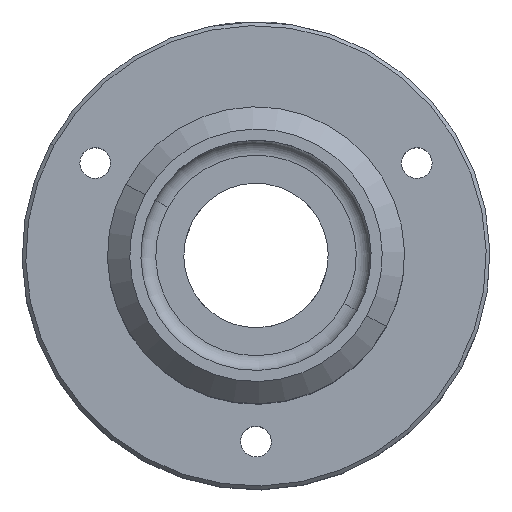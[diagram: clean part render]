
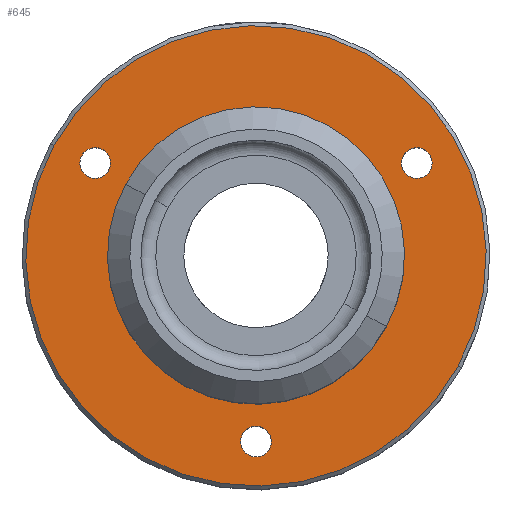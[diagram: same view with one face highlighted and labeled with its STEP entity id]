
A CAD part, top view. The second image highlights one B-rep face of the part: STEP entity #645.
In plain terms, the highlighted planar face has unit normal (0, 0, 1).
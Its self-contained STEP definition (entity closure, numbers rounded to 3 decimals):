
#525=CARTESIAN_POINT('Vertex',(-27.205,14.862,0.)) ;
#528=CARTESIAN_POINT('Axis2P3D Location',(0.,0.,0.)) ;
#532=CARTESIAN_POINT('Vertex',(27.205,-14.862,0.)) ;
#552=CARTESIAN_POINT('Axis2P3D Location',(0.,0.,0.)) ;
#564=CARTESIAN_POINT('Axis2P3D Location',(-31.5,0.,0.)) ;
#573=CARTESIAN_POINT('Axis2P3D Location',(0.,-25.,0.)) ;
#577=CARTESIAN_POINT('Vertex',(1.814,-24.009,0.)) ;
#579=CARTESIAN_POINT('Vertex',(-1.814,-25.991,0.)) ;
#582=CARTESIAN_POINT('Axis2P3D Location',(0.,-25.,0.)) ;
#591=CARTESIAN_POINT('Axis2P3D Location',(0.,0.,0.)) ;
#595=CARTESIAN_POINT('Vertex',(16.674,-9.109,0.)) ;
#597=CARTESIAN_POINT('Vertex',(-16.674,9.109,0.)) ;
#600=CARTESIAN_POINT('Axis2P3D Location',(0.,0.,0.)) ;
#609=CARTESIAN_POINT('Axis2P3D Location',(21.651,12.5,0.)) ;
#613=CARTESIAN_POINT('Vertex',(19.885,13.575,0.)) ;
#615=CARTESIAN_POINT('Vertex',(23.416,11.425,0.)) ;
#618=CARTESIAN_POINT('Axis2P3D Location',(21.651,12.5,0.)) ;
#627=CARTESIAN_POINT('Axis2P3D Location',(-21.651,12.5,0.)) ;
#631=CARTESIAN_POINT('Vertex',(-21.699,10.434,0.)) ;
#633=CARTESIAN_POINT('Vertex',(-21.602,14.566,0.)) ;
#636=CARTESIAN_POINT('Axis2P3D Location',(-21.651,12.5,0.)) ;
#529=DIRECTION('Axis2P3D Direction',(0.,0.,-1.)) ;
#553=DIRECTION('Axis2P3D Direction',(0.,0.,-1.)) ;
#565=DIRECTION('Axis2P3D Direction',(0.,0.,-1.)) ;
#566=DIRECTION('Axis2P3D XDirection',(1.,0.,0.)) ;
#574=DIRECTION('Axis2P3D Direction',(0.,0.,-1.)) ;
#583=DIRECTION('Axis2P3D Direction',(0.,0.,-1.)) ;
#592=DIRECTION('Axis2P3D Direction',(0.,0.,-1.)) ;
#601=DIRECTION('Axis2P3D Direction',(0.,0.,-1.)) ;
#610=DIRECTION('Axis2P3D Direction',(0.,0.,-1.)) ;
#619=DIRECTION('Axis2P3D Direction',(0.,0.,-1.)) ;
#628=DIRECTION('Axis2P3D Direction',(0.,0.,-1.)) ;
#637=DIRECTION('Axis2P3D Direction',(0.,0.,-1.)) ;
#530=AXIS2_PLACEMENT_3D('Circle Axis2P3D',#528,#529,$) ;
#554=AXIS2_PLACEMENT_3D('Circle Axis2P3D',#552,#553,$) ;
#567=AXIS2_PLACEMENT_3D('Plane Axis2P3D',#564,#565,#566) ;
#575=AXIS2_PLACEMENT_3D('Circle Axis2P3D',#573,#574,$) ;
#584=AXIS2_PLACEMENT_3D('Circle Axis2P3D',#582,#583,$) ;
#593=AXIS2_PLACEMENT_3D('Circle Axis2P3D',#591,#592,$) ;
#602=AXIS2_PLACEMENT_3D('Circle Axis2P3D',#600,#601,$) ;
#611=AXIS2_PLACEMENT_3D('Circle Axis2P3D',#609,#610,$) ;
#620=AXIS2_PLACEMENT_3D('Circle Axis2P3D',#618,#619,$) ;
#629=AXIS2_PLACEMENT_3D('Circle Axis2P3D',#627,#628,$) ;
#638=AXIS2_PLACEMENT_3D('Circle Axis2P3D',#636,#637,$) ;
#570=ORIENTED_EDGE('',*,*,#556,.F.) ;
#571=ORIENTED_EDGE('',*,*,#534,.F.) ;
#588=ORIENTED_EDGE('',*,*,#581,.T.) ;
#589=ORIENTED_EDGE('',*,*,#586,.T.) ;
#606=ORIENTED_EDGE('',*,*,#599,.T.) ;
#607=ORIENTED_EDGE('',*,*,#604,.T.) ;
#624=ORIENTED_EDGE('',*,*,#617,.T.) ;
#625=ORIENTED_EDGE('',*,*,#622,.T.) ;
#642=ORIENTED_EDGE('',*,*,#635,.T.) ;
#643=ORIENTED_EDGE('',*,*,#640,.T.) ;
#590=FACE_BOUND('',#587,.T.) ;
#608=FACE_BOUND('',#605,.T.) ;
#626=FACE_BOUND('',#623,.T.) ;
#644=FACE_BOUND('',#641,.T.) ;
#645=ADVANCED_FACE('PartBody',(#572,#590,#608,#626,#644),#568,.F.) ;
#531=CIRCLE('generated circle',#530,31.) ;
#555=CIRCLE('generated circle',#554,31.) ;
#576=CIRCLE('generated circle',#575,2.067) ;
#585=CIRCLE('generated circle',#584,2.067) ;
#594=CIRCLE('generated circle',#593,19.) ;
#603=CIRCLE('generated circle',#602,19.) ;
#612=CIRCLE('generated circle',#611,2.067) ;
#621=CIRCLE('generated circle',#620,2.067) ;
#630=CIRCLE('generated circle',#629,2.067) ;
#639=CIRCLE('generated circle',#638,2.067) ;
#534=EDGE_CURVE('',#526,#533,#531,.T.) ;
#556=EDGE_CURVE('',#533,#526,#555,.T.) ;
#581=EDGE_CURVE('',#578,#580,#576,.T.) ;
#586=EDGE_CURVE('',#580,#578,#585,.T.) ;
#599=EDGE_CURVE('',#596,#598,#594,.T.) ;
#604=EDGE_CURVE('',#598,#596,#603,.T.) ;
#617=EDGE_CURVE('',#614,#616,#612,.T.) ;
#622=EDGE_CURVE('',#616,#614,#621,.T.) ;
#635=EDGE_CURVE('',#632,#634,#630,.T.) ;
#640=EDGE_CURVE('',#634,#632,#639,.T.) ;
#569=EDGE_LOOP('',(#570,#571)) ;
#587=EDGE_LOOP('',(#588,#589)) ;
#605=EDGE_LOOP('',(#606,#607)) ;
#623=EDGE_LOOP('',(#624,#625)) ;
#641=EDGE_LOOP('',(#642,#643)) ;
#572=FACE_OUTER_BOUND('',#569,.T.) ;
#568=PLANE('Plane',#567) ;
#526=VERTEX_POINT('',#525) ;
#533=VERTEX_POINT('',#532) ;
#578=VERTEX_POINT('',#577) ;
#580=VERTEX_POINT('',#579) ;
#596=VERTEX_POINT('',#595) ;
#598=VERTEX_POINT('',#597) ;
#614=VERTEX_POINT('',#613) ;
#616=VERTEX_POINT('',#615) ;
#632=VERTEX_POINT('',#631) ;
#634=VERTEX_POINT('',#633) ;
